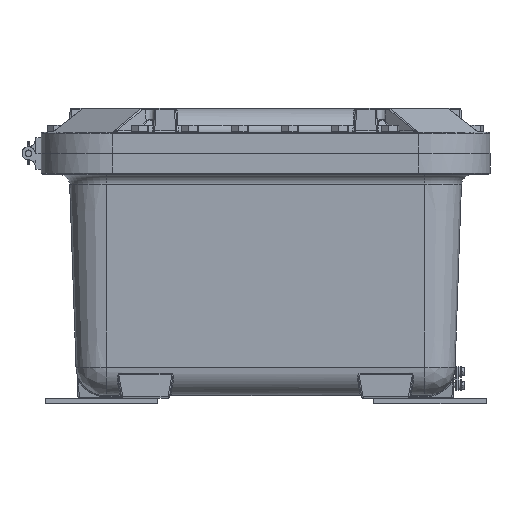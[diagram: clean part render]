
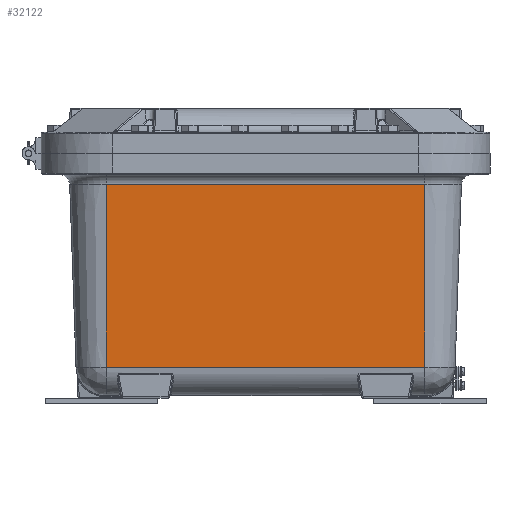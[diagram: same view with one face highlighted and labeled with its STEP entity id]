
A CAD part, front view. The second image highlights one B-rep face of the part: STEP entity #32122.
In plain terms, the highlighted planar face has unit normal (0, -0.999, -0.035).
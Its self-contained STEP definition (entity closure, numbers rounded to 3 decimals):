
#2305=LINE('',#51839,#4795);
#2361=LINE('',#52958,#4851);
#2363=LINE('',#52967,#4853);
#2367=LINE('',#53021,#4857);
#4795=VECTOR('',#38870,0.394);
#4851=VECTOR('',#39440,0.394);
#4853=VECTOR('',#39456,0.394);
#4857=VECTOR('',#39488,0.394);
#6626=PLANE('',#34698);
#9558=FACE_OUTER_BOUND('',#11626,.T.);
#11626=EDGE_LOOP('',(#25552,#25553,#25554,#25555));
#15134=VERTEX_POINT('',#51836);
#15135=VERTEX_POINT('',#51838);
#15259=VERTEX_POINT('',#52953);
#15260=VERTEX_POINT('',#52957);
#18755=EDGE_CURVE('',#15134,#15135,#2305,.T.);
#18970=EDGE_CURVE('',#15259,#15260,#2361,.T.);
#18976=EDGE_CURVE('',#15259,#15135,#2363,.T.);
#18986=EDGE_CURVE('',#15260,#15134,#2367,.T.);
#25552=ORIENTED_EDGE('',*,*,#18970,.F.);
#25553=ORIENTED_EDGE('',*,*,#18976,.T.);
#25554=ORIENTED_EDGE('',*,*,#18755,.F.);
#25555=ORIENTED_EDGE('',*,*,#18986,.F.);
#32122=ADVANCED_FACE('',(#9558),#6626,.T.);
#34698=AXIS2_PLACEMENT_3D('',#53026,#39495,#39496);
#38870=DIRECTION('',(-1.,0.,0.));
#39440=DIRECTION('',(1.,0.,0.));
#39456=DIRECTION('',(0.,0.035,-0.999));
#39488=DIRECTION('',(0.,0.035,-0.999));
#39495=DIRECTION('center_axis',(0.,-0.999,
-0.035));
#39496=DIRECTION('ref_axis',(0.,0.035,-0.999));
#51836=CARTESIAN_POINT('',(7.54,-12.972,-10.118));
#51838=CARTESIAN_POINT('',(-7.54,-12.972,-10.118));
#51839=CARTESIAN_POINT('',(-3.77,-12.972,-10.118));
#52953=CARTESIAN_POINT('',(-7.54,-13.273,-1.483));
#52957=CARTESIAN_POINT('',(7.54,-13.273,-1.483));
#52958=CARTESIAN_POINT('',(-3.77,-13.273,-1.483));
#52967=CARTESIAN_POINT('',(-7.54,-13.29,-1.));
#53021=CARTESIAN_POINT('',(7.54,-13.29,-1.));
#53026=CARTESIAN_POINT('Origin',(-7.54,-13.29,-1.));
